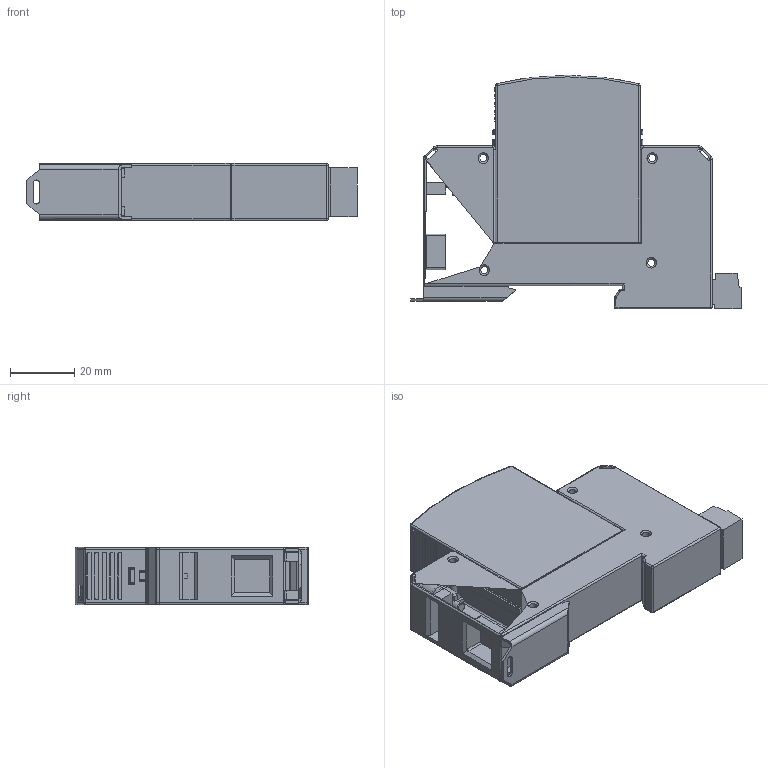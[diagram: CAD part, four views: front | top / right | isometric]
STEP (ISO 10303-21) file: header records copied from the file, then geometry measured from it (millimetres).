
FILE_DESCRIPTION((''),'2;1');
FILE_NAME('ASM0035_ASM','2021-02-02T',('marketing.praksa'),('Audax d.o.o.'),'CREO PARAMETRIC BY PTC INC, 2017480','CREO PARAMETRIC BY PTC INC, 2017480','');
FILE_SCHEMA(('AUTOMOTIVE_DESIGN { 1 0 10303 214 1 1 1 1 }'));
Products named in the file (25): BAZA_1TE_B2S_RC_ZASKOK_19_1__11; BAZA_1TE_B2S_RC_ZASKOK_19_2_1_7; BAZA_1TE_B2S_RC_ZASKOK_19_3_1_7; BAZA_1TE_B2S_RC_ZASKOK_19_AS_11_ASM; OUTER_1TE_S_SHAPE_B2S_R_ASM__11_ASM; IZ506_504_ETITEC_B_1P0_RC_AS_11_ASM; ASM0012_ASM_1_1_2_ASM_1_1_2_3_ASM; PRT0045_1_1_2_3; PRT0046_1_1_2_3; PRT0049_1_1_2_3; PRT0050_1_1_2_3; TMP_DWG_65_1_1_1_2_1_2_3_1_2__9; TMP_DWG_65_1_2_1_2_1_2_3_1_2__9; TMP_DWG_65_1_3_1_2_1_2_3_1_2__9; ASM0011_1_2_3_4_ASM_1_1_2_3_ASM; ASM0032_ASM_1_1_2_3_ASM; PRT0051_1_1_2_3; ETITEC_B_T12_1_0_RC_ASM_1_1_2_3_ASM; RC_1_1_1_1_2_3_4_5; RC_SCREW_1_1_2_3_4_5; PRT0017_1_1_2_3_4_5; PRT0018_1_1_2_3_4_5_6_7; ASM0033_ASM_1_1_2_3_4_5_ASM; ASM0036_ASM; ASM0035_ASM
Assembly tree (24 placements, depth 7):
  ASM0035_ASM
    ETITEC_B_T12_1_0_RC_ASM_1_1_2_3_ASM
      ASM0012_ASM_1_1_2_ASM_1_1_2_3_ASM
        IZ506_504_ETITEC_B_1P0_RC_AS_11_ASM
          OUTER_1TE_S_SHAPE_B2S_R_ASM__11_ASM
            BAZA_1TE_B2S_RC_ZASKOK_19_AS_11_ASM
              BAZA_1TE_B2S_RC_ZASKOK_19_1__11
              BAZA_1TE_B2S_RC_ZASKOK_19_2_1_7
              BAZA_1TE_B2S_RC_ZASKOK_19_3_1_7
      PRT0045_1_1_2_3
      PRT0046_1_1_2_3
      PRT0049_1_1_2_3
      PRT0050_1_1_2_3
      ASM0032_ASM_1_1_2_3_ASM
        ASM0011_1_2_3_4_ASM_1_1_2_3_ASM
          TMP_DWG_65_1_1_1_2_1_2_3_1_2__9
          TMP_DWG_65_1_2_1_2_1_2_3_1_2__9
          TMP_DWG_65_1_3_1_2_1_2_3_1_2__9
      PRT0051_1_1_2_3
    ASM0036_ASM
      ASM0033_ASM_1_1_2_3_4_5_ASM
        RC_1_1_1_1_2_3_4_5
        RC_SCREW_1_1_2_3_4_5
        PRT0017_1_1_2_3_4_5
        PRT0018_1_1_2_3_4_5_6_7
Bounding box: 102.9 x 72.7 x 17.8 mm (x, y, z)
Volume: 88779.9 mm3; surface area: 26036.1 mm2
Topology: 15 solids, 19 shells, 696 faces, 1871 edges, 1223 vertices
Faces by surface type: plane 388, cylinder 212, cone 32, torus 30, sphere 18, bspline 16
Entity records: 30220 total; most frequent: CARTESIAN_POINT 5283, DIRECTION 3746, ORIENTED_EDGE 3706, EDGE_CURVE 1853, PRESENTATION_STYLE_ASSIGNMENT 1440, STYLED_ITEM 1440, AXIS2_PLACEMENT_3D 1316, VERTEX_POINT 1223
